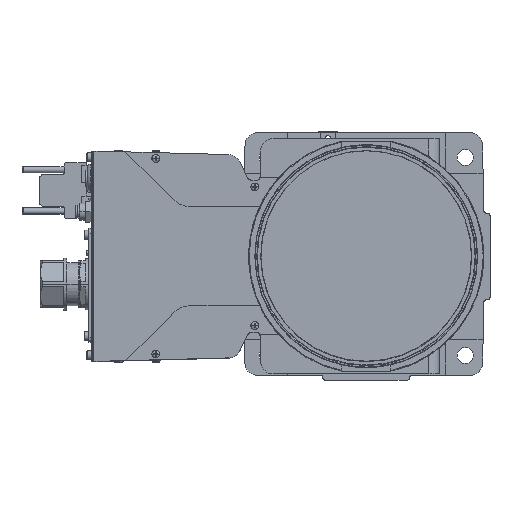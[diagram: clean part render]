
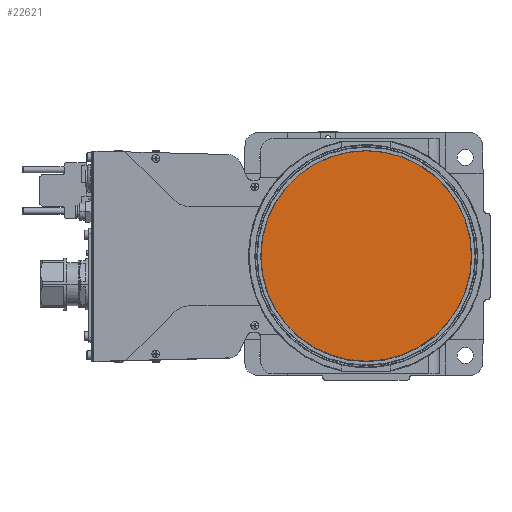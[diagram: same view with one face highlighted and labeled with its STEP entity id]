
A CAD part, top view. The second image highlights one B-rep face of the part: STEP entity #22621.
In plain terms, the highlighted planar face has unit normal (0, 0, 1).
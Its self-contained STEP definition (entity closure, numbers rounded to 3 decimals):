
#2493=CARTESIAN_POINT('',(0.,0.,251.));
#2494=DIRECTION('',(0.,0.,-1.));
#2495=DIRECTION('',(1.,0.,0.));
#2496=AXIS2_PLACEMENT_3D('',#2493,#2494,#2495);
#2501=CARTESIAN_POINT('',(0.,0.,251.));
#2502=DIRECTION('',(0.,0.,1.));
#2503=DIRECTION('',(1.,0.,0.));
#2504=AXIS2_PLACEMENT_3D('',#2501,#2502,#2503);
#20502=CARTESIAN_POINT('',(85.,0.,251.));
#20503=CARTESIAN_POINT('',(-85.,0.,251.));
#20504=VERTEX_POINT('',#20502);
#20505=VERTEX_POINT('',#20503);
#22612=CARTESIAN_POINT('',(0.,0.,251.));
#22613=DIRECTION('',(0.,0.,1.));
#22614=DIRECTION('',(1.,0.,0.));
#22615=AXIS2_PLACEMENT_3D('',#22612,#22613,#22614);
#22616=PLANE('',#22615);
#22617=ORIENTED_EDGE('',*,*,#22579,.T.);
#22618=ORIENTED_EDGE('',*,*,#22594,.F.);
#22619=EDGE_LOOP('',(#22617,#22618));
#22620=FACE_OUTER_BOUND('',#22619,.F.);
#2497=CIRCLE('',#2496,85.);
#2505=CIRCLE('',#2504,85.);
#22579=EDGE_CURVE('',#20504,#20505,#2497,.T.);
#22594=EDGE_CURVE('',#20504,#20505,#2505,.T.);
#22621=ADVANCED_FACE('',(#22620),#22616,.T.);
